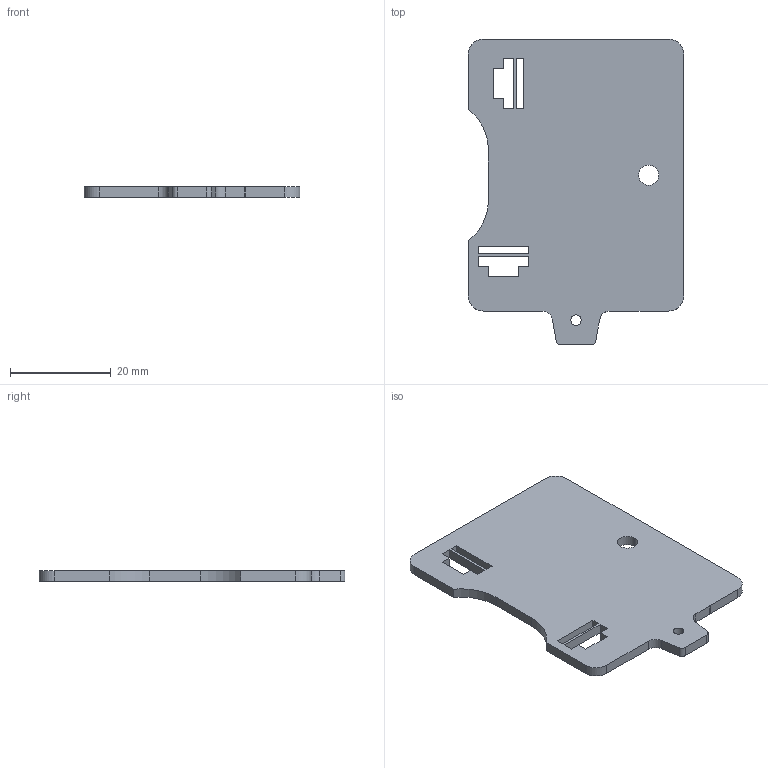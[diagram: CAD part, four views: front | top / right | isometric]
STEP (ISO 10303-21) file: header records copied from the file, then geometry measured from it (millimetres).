
FILE_DESCRIPTION (( 'STEP AP203' ), '1' );
FILE_NAME ('20-019370--CARTRIDGE--Rev_A.step', '2022-06-14T14:54:56', ( '' ), ( '' ), 'SwSTEP 2.0', 'SolidWorks 2021', '' );
FILE_SCHEMA (( 'CONFIG_CONTROL_DESIGN' ));
Length unit declared in the file: millimetre
Products named in the file (1): 20-019370--CARTRIDGE--Rev_A
Bounding box: 42.8 x 60.69 x 2 mm (x, y, z)
Volume: 4335.8 mm3; surface area: 4979.1 mm2
Topology: 1 solids, 1 shells, 52 faces, 150 edges, 100 vertices
Faces by surface type: plane 37, cylinder 15
Entity records: 1805 total; most frequent: CARTESIAN_POINT 303, ORIENTED_EDGE 300, DIRECTION 286, EDGE_CURVE 150, VECTOR 120, LINE 120, VERTEX_POINT 100, AXIS2_PLACEMENT_3D 83
